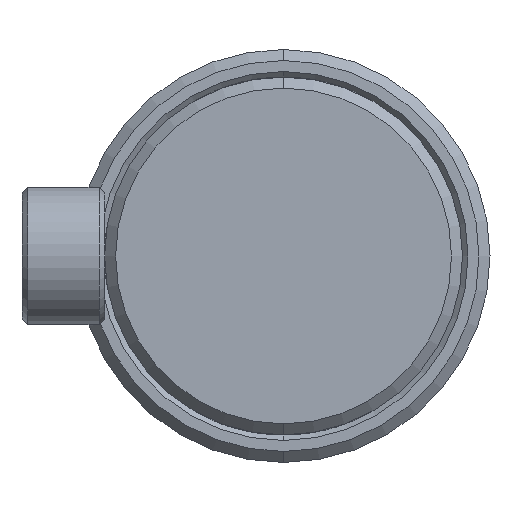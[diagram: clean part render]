
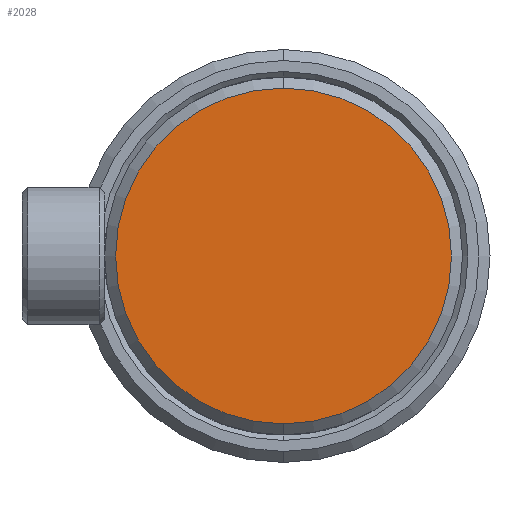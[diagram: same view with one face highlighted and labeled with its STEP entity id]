
A CAD part, left-side view. The second image highlights one B-rep face of the part: STEP entity #2028.
In plain terms, the highlighted planar face has unit normal (-1, 0, 0).
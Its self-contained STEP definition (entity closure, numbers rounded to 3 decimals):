
#150 = EDGE_CURVE ( 'NONE', #2346, #3050, #3000, .T. ) ;
#185 = DIRECTION ( 'NONE',  ( -1., 0., 0. ) ) ;
#283 = ORIENTED_EDGE ( 'NONE', *, *, #150, .T. ) ;
#724 = AXIS2_PLACEMENT_3D ( 'NONE', #1942, #185, #1675 ) ;
#856 = DIRECTION ( 'NONE',  ( 1., 0., 0. ) ) ;
#1268 = CARTESIAN_POINT ( 'NONE',  ( -53., 0., 0. ) ) ;
#1289 = CARTESIAN_POINT ( 'NONE',  ( -53., 0., -30.5 ) ) ;
#1409 = EDGE_LOOP ( 'NONE', ( #283, #2243 ) ) ;
#1541 = DIRECTION ( 'NONE',  ( 0., 0., -1. ) ) ;
#1631 = CARTESIAN_POINT ( 'NONE',  ( -53., 0., 30.5 ) ) ;
#1675 = DIRECTION ( 'NONE',  ( 0., 0., -1. ) ) ;
#1837 = AXIS2_PLACEMENT_3D ( 'NONE', #2389, #856, #2641 ) ;
#1919 = PLANE ( 'NONE',  #1837 ) ;
#1942 = CARTESIAN_POINT ( 'NONE',  ( -53., 0., 0. ) ) ;
#1950 = AXIS2_PLACEMENT_3D ( 'NONE', #1268, #3038, #1541 ) ;
#1966 = FACE_OUTER_BOUND ( 'NONE', #1409, .T. ) ;
#2028 = ADVANCED_FACE ( 'NONE', ( #1966 ), #1919, .F. ) ;
#2243 = ORIENTED_EDGE ( 'NONE', *, *, #2702, .T. ) ;
#2346 = VERTEX_POINT ( 'NONE', #1289 ) ;
#2389 = CARTESIAN_POINT ( 'NONE',  ( -53., 32.5, 0. ) ) ;
#2641 = DIRECTION ( 'NONE',  ( 0., 0., -1. ) ) ;
#2702 = EDGE_CURVE ( 'NONE', #3050, #2346, #2792, .T. ) ;
#2792 = CIRCLE ( 'NONE', #1950, 30.5 ) ;
#3000 = CIRCLE ( 'NONE', #724, 30.5 ) ;
#3038 = DIRECTION ( 'NONE',  ( -1., 0., 0. ) ) ;
#3050 = VERTEX_POINT ( 'NONE', #1631 ) ;
